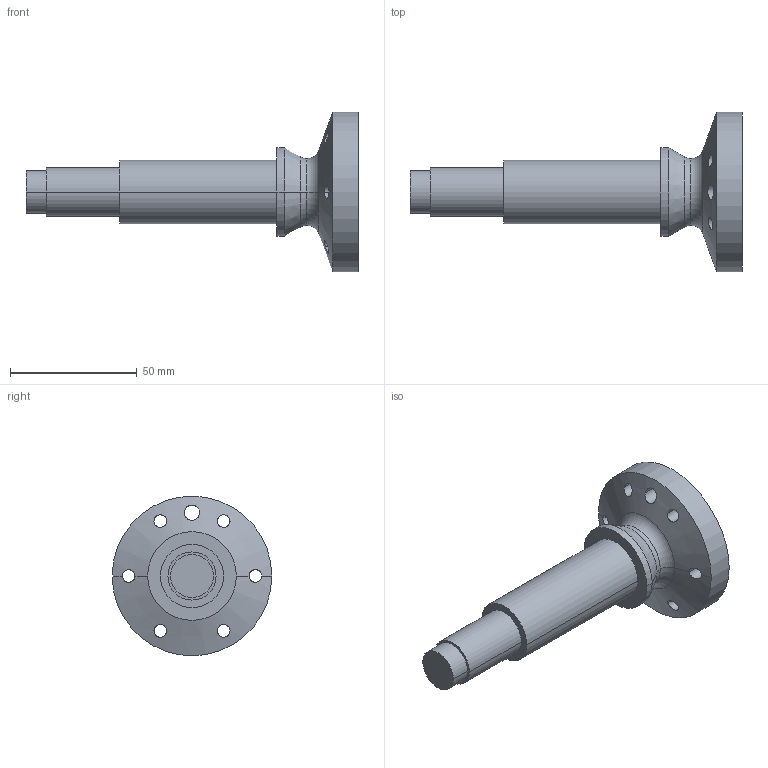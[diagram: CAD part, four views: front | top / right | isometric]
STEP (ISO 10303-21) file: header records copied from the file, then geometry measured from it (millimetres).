
FILE_DESCRIPTION (( 'STEP AP203' ), '1' );
FILE_NAME ('Link6_Default_sldprt.STEP', '2020-04-16T14:26:52', ( '' ), ( '' ), 'SwSTEP 2.0', 'SolidWorks 2018', '' );
FILE_SCHEMA (( 'CONFIG_CONTROL_DESIGN' ));
Length unit declared in the file: millimetre
Products named in the file (1): Link6_Default_sldprt
Bounding box: 131 x 63 x 63 mm (x, y, z)
Volume: 86729.9 mm3; surface area: 19107.9 mm2
Topology: 1 solids, 1 shells, 41 faces, 98 edges, 61 vertices
Faces by surface type: cylinder 25, plane 8, torus 4, cone 4
Entity records: 1684 total; most frequent: CARTESIAN_POINT 617, DIRECTION 213, ORIENTED_EDGE 196, EDGE_CURVE 98, AXIS2_PLACEMENT_3D 89, VERTEX_POINT 61, EDGE_LOOP 57, CIRCLE 47
